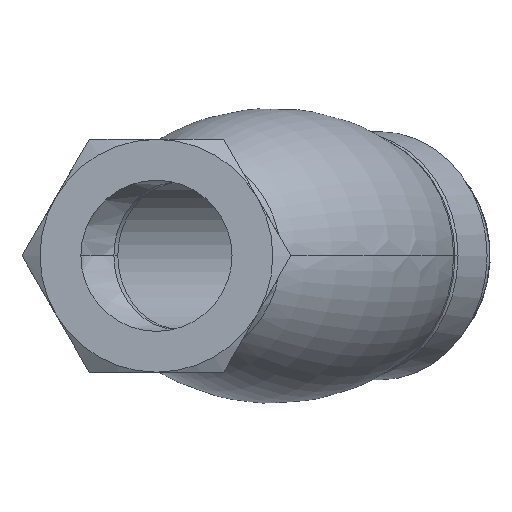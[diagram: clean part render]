
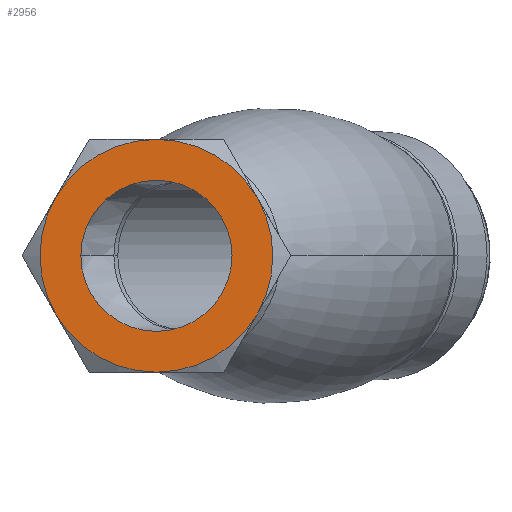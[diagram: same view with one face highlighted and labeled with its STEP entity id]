
A CAD part, left-side view. The second image highlights one B-rep face of the part: STEP entity #2956.
In plain terms, the highlighted planar face has unit normal (-1, 0, 0).
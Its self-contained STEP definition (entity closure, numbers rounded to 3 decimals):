
#872 = CARTESIAN_POINT ( 'NONE',  ( 0., 0., 19.476 ) ) ;
#877 = CARTESIAN_POINT ( 'NONE',  ( 0., 0., -19.476 ) ) ;
#904 = DIRECTION ( 'NONE',  ( 0., 0., 1. ) ) ;
#905 = DIRECTION ( 'NONE',  ( -1., 0., 0. ) ) ;
#906 = CARTESIAN_POINT ( 'NONE',  ( 0., 0., 0. ) ) ;
#907 = AXIS2_PLACEMENT_3D ( 'NONE', #906, #905, #904 ) ;
#908 = CIRCLE ( 'NONE', #907, 19.476 ) ;
#2719 = VERTEX_POINT ( 'NONE', #7542 ) ;
#2737 = VERTEX_POINT ( 'NONE', #3925 ) ;
#2747 = VERTEX_POINT ( 'NONE', #3946 ) ;
#2915 = EDGE_CURVE ( 'NONE', #2955, #3051, #6116, .T. ) ;
#2955 = VERTEX_POINT ( 'NONE', #5980 ) ;
#2956 = ADVANCED_FACE ( 'NONE', ( #5975, #5974 ), #5953, .F. ) ;
#2957 = EDGE_LOOP ( 'NONE', ( #3020, #3022 ) ) ;
#2959 = ORIENTED_EDGE ( 'NONE', *, *, #2960, .F. ) ;
#2960 = EDGE_CURVE ( 'NONE', #2737, #2719, #5948, .T. ) ;
#3020 = ORIENTED_EDGE ( 'NONE', *, *, #3021, .F. ) ;
#3021 = EDGE_CURVE ( 'NONE', #3429, #3426, #6721, .T. ) ;
#3022 = ORIENTED_EDGE ( 'NONE', *, *, #3425, .F. ) ;
#3023 = EDGE_LOOP ( 'NONE', ( #3024, #2959, #3028, #3055, #3057, #3059 ) ) ;
#3024 = ORIENTED_EDGE ( 'NONE', *, *, #3061, .F. ) ;
#3028 = ORIENTED_EDGE ( 'NONE', *, *, #3053, .F. ) ;
#3051 = VERTEX_POINT ( 'NONE', #12728 ) ;
#3053 = EDGE_CURVE ( 'NONE', #2747, #2737, #12738, .T. ) ;
#3055 = ORIENTED_EDGE ( 'NONE', *, *, #3056, .F. ) ;
#3056 = EDGE_CURVE ( 'NONE', #3060, #2747, #13325, .T. ) ;
#3057 = ORIENTED_EDGE ( 'NONE', *, *, #3058, .F. ) ;
#3058 = EDGE_CURVE ( 'NONE', #3051, #3060, #13450, .T. ) ;
#3059 = ORIENTED_EDGE ( 'NONE', *, *, #2915, .F. ) ;
#3060 = VERTEX_POINT ( 'NONE', #13451 ) ;
#3061 = EDGE_CURVE ( 'NONE', #2719, #2955, #13519, .T. ) ;
#3425 = EDGE_CURVE ( 'NONE', #3426, #3429, #908, .T. ) ;
#3426 = VERTEX_POINT ( 'NONE', #877 ) ;
#3429 = VERTEX_POINT ( 'NONE', #872 ) ;
#3925 = CARTESIAN_POINT ( 'NONE',  ( 0., -25.981, 15. ) ) ;
#3946 = CARTESIAN_POINT ( 'NONE',  ( 0., 0., 30. ) ) ;
#5932 = DIRECTION ( 'NONE',  ( 0., 0., -1. ) ) ;
#5933 = DIRECTION ( 'NONE',  ( 1., 0., 0. ) ) ;
#5941 = CARTESIAN_POINT ( 'NONE',  ( 0., 0., 0. ) ) ;
#5942 = AXIS2_PLACEMENT_3D ( 'NONE', #5941, #5933, #5932 ) ;
#5948 = CIRCLE ( 'NONE', #5942, 30. ) ;
#5949 = DIRECTION ( 'NONE',  ( 0., 0., -1. ) ) ;
#5950 = DIRECTION ( 'NONE',  ( 1., 0., 0. ) ) ;
#5951 = CARTESIAN_POINT ( 'NONE',  ( 0., -17.321, 30. ) ) ;
#5952 = AXIS2_PLACEMENT_3D ( 'NONE', #5951, #5950, #5949 ) ;
#5953 = PLANE ( 'NONE',  #5952 ) ;
#5974 = FACE_OUTER_BOUND ( 'NONE', #3023, .T. ) ;
#5975 = FACE_BOUND ( 'NONE', #2957, .T. ) ;
#5980 = CARTESIAN_POINT ( 'NONE',  ( 0., 0., -30. ) ) ;
#6108 = DIRECTION ( 'NONE',  ( 0., 0., -1. ) ) ;
#6109 = DIRECTION ( 'NONE',  ( 1., 0., 0. ) ) ;
#6110 = CARTESIAN_POINT ( 'NONE',  ( 0., 0., 0. ) ) ;
#6111 = AXIS2_PLACEMENT_3D ( 'NONE', #6110, #6109, #6108 ) ;
#6116 = CIRCLE ( 'NONE', #6111, 30. ) ;
#6713 = DIRECTION ( 'NONE',  ( 0., 0., 1. ) ) ;
#6714 = DIRECTION ( 'NONE',  ( -1., 0., 0. ) ) ;
#6715 = CARTESIAN_POINT ( 'NONE',  ( 0., 0., 0. ) ) ;
#6716 = AXIS2_PLACEMENT_3D ( 'NONE', #6715, #6714, #6713 ) ;
#6721 = CIRCLE ( 'NONE', #6716, 19.476 ) ;
#7542 = CARTESIAN_POINT ( 'NONE',  ( 0., -25.981, -15. ) ) ;
#12728 = CARTESIAN_POINT ( 'NONE',  ( 0., 25.981, -15. ) ) ;
#12731 = DIRECTION ( 'NONE',  ( 0., 0., -1. ) ) ;
#12732 = DIRECTION ( 'NONE',  ( 1., 0., 0. ) ) ;
#12734 = CARTESIAN_POINT ( 'NONE',  ( 0., 0., 0. ) ) ;
#12735 = AXIS2_PLACEMENT_3D ( 'NONE', #12734, #12732, #12731 ) ;
#12738 = CIRCLE ( 'NONE', #12735, 30. ) ;
#13324 = DIRECTION ( 'NONE',  ( 1., 0., 0. ) ) ;
#13325 = CIRCLE ( 'NONE', #13513, 30. ) ;
#13445 = CARTESIAN_POINT ( 'NONE',  ( 0., 0., 0. ) ) ;
#13446 = DIRECTION ( 'NONE',  ( 0., 0., -1. ) ) ;
#13447 = DIRECTION ( 'NONE',  ( 1., 0., 0. ) ) ;
#13448 = CARTESIAN_POINT ( 'NONE',  ( 0., 0., 0. ) ) ;
#13449 = AXIS2_PLACEMENT_3D ( 'NONE', #13448, #13447, #13446 ) ;
#13450 = CIRCLE ( 'NONE', #13449, 30. ) ;
#13451 = CARTESIAN_POINT ( 'NONE',  ( 0., 25.981, 15. ) ) ;
#13513 = AXIS2_PLACEMENT_3D ( 'NONE', #13445, #13324, #13514 ) ;
#13514 = DIRECTION ( 'NONE',  ( 0., 0., -1. ) ) ;
#13515 = DIRECTION ( 'NONE',  ( 0., 0., -1. ) ) ;
#13516 = DIRECTION ( 'NONE',  ( 1., 0., 0. ) ) ;
#13517 = CARTESIAN_POINT ( 'NONE',  ( 0., 0., 0. ) ) ;
#13518 = AXIS2_PLACEMENT_3D ( 'NONE', #13517, #13516, #13515 ) ;
#13519 = CIRCLE ( 'NONE', #13518, 30. ) ;
